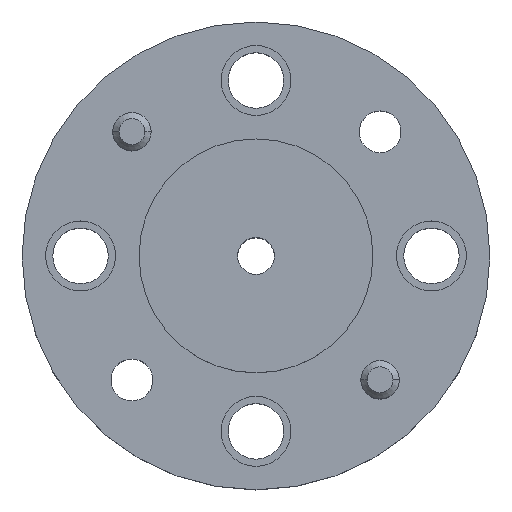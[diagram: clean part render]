
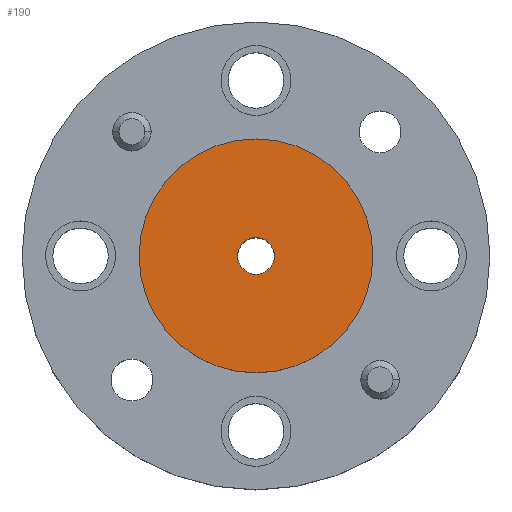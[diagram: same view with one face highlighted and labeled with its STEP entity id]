
A CAD part, top view. The second image highlights one B-rep face of the part: STEP entity #190.
In plain terms, the highlighted planar face has unit normal (0, 0, 1).
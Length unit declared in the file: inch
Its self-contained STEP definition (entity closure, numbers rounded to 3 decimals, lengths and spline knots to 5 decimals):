
#88 = CIRCLE ( 'NONE', #443, 0.1875 ) ;
#145 = EDGE_CURVE ( 'NONE', #1115, #805, #854, .T. ) ;
#190 = ADVANCED_FACE ( 'NONE', ( #1658, #249 ), #740, .T. ) ;
#219 = AXIS2_PLACEMENT_3D ( 'NONE', #1446, #1622, #1783 ) ;
#249 = FACE_OUTER_BOUND ( 'NONE', #1918, .T. ) ;
#386 = AXIS2_PLACEMENT_3D ( 'NONE', #1134, #1251, #641 ) ;
#388 = CIRCLE ( 'NONE', #219, 0.0295 ) ;
#443 = AXIS2_PLACEMENT_3D ( 'NONE', #781, #449, #930 ) ;
#449 = DIRECTION ( 'NONE',  ( 0., 0., 1. ) ) ;
#551 = VERTEX_POINT ( 'NONE', #1345 ) ;
#618 = EDGE_CURVE ( 'NONE', #805, #1115, #88, .T. ) ;
#641 = DIRECTION ( 'NONE',  ( 1., 0., 0. ) ) ;
#698 = EDGE_LOOP ( 'NONE', ( #859, #1452 ) ) ;
#717 = DIRECTION ( 'NONE',  ( 1., 0., 0. ) ) ;
#740 = PLANE ( 'NONE',  #1361 ) ;
#781 = CARTESIAN_POINT ( 'NONE',  ( 0., 0., 0.037 ) ) ;
#805 = VERTEX_POINT ( 'NONE', #1919 ) ;
#854 = CIRCLE ( 'NONE', #1103, 0.1875 ) ;
#859 = ORIENTED_EDGE ( 'NONE', *, *, #1863, .F. ) ;
#867 = DIRECTION ( 'NONE',  ( 0., 0., 1. ) ) ;
#886 = DIRECTION ( 'NONE',  ( 1., 0., 0. ) ) ;
#930 = DIRECTION ( 'NONE',  ( 1., 0., 0. ) ) ;
#1103 = AXIS2_PLACEMENT_3D ( 'NONE', #1490, #1952, #886 ) ;
#1108 = VERTEX_POINT ( 'NONE', #1990 ) ;
#1115 = VERTEX_POINT ( 'NONE', #1354 ) ;
#1134 = CARTESIAN_POINT ( 'NONE',  ( 0., 0., 0.037 ) ) ;
#1251 = DIRECTION ( 'NONE',  ( 0., 0., 1. ) ) ;
#1345 = CARTESIAN_POINT ( 'NONE',  ( -0.0295, 0., 0.037 ) ) ;
#1354 = CARTESIAN_POINT ( 'NONE',  ( 0.1875, 0., 0.037 ) ) ;
#1356 = CARTESIAN_POINT ( 'NONE',  ( 0., 0., 0.037 ) ) ;
#1361 = AXIS2_PLACEMENT_3D ( 'NONE', #1356, #867, #717 ) ;
#1379 = CIRCLE ( 'NONE', #386, 0.0295 ) ;
#1446 = CARTESIAN_POINT ( 'NONE',  ( 0., 0., 0.037 ) ) ;
#1452 = ORIENTED_EDGE ( 'NONE', *, *, #1648, .F. ) ;
#1490 = CARTESIAN_POINT ( 'NONE',  ( 0., 0., 0.037 ) ) ;
#1503 = ORIENTED_EDGE ( 'NONE', *, *, #618, .T. ) ;
#1622 = DIRECTION ( 'NONE',  ( 0., 0., 1. ) ) ;
#1648 = EDGE_CURVE ( 'NONE', #551, #1108, #388, .T. ) ;
#1658 = FACE_BOUND ( 'NONE', #698, .T. ) ;
#1738 = ORIENTED_EDGE ( 'NONE', *, *, #145, .T. ) ;
#1783 = DIRECTION ( 'NONE',  ( 1., 0., 0. ) ) ;
#1863 = EDGE_CURVE ( 'NONE', #1108, #551, #1379, .T. ) ;
#1918 = EDGE_LOOP ( 'NONE', ( #1503, #1738 ) ) ;
#1919 = CARTESIAN_POINT ( 'NONE',  ( -0.1875, 0., 0.037 ) ) ;
#1952 = DIRECTION ( 'NONE',  ( 0., 0., 1. ) ) ;
#1990 = CARTESIAN_POINT ( 'NONE',  ( 0.0295, 0., 0.037 ) ) ;
